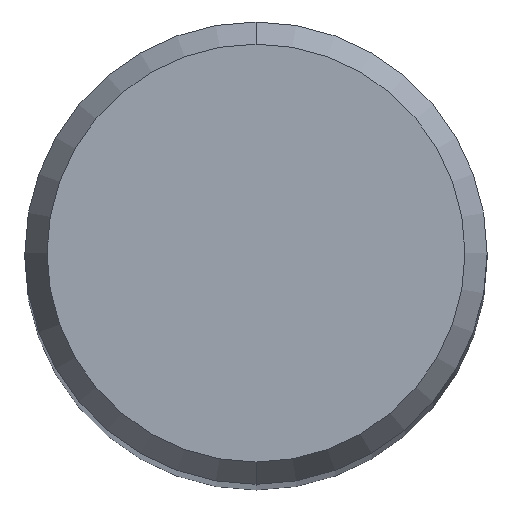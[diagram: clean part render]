
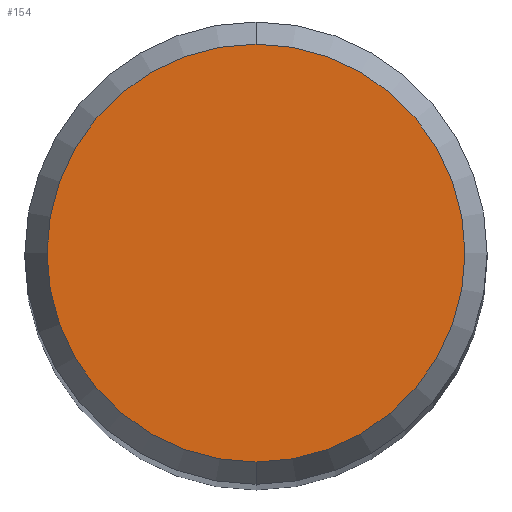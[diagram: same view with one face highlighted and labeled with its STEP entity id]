
A CAD part, top view. The second image highlights one B-rep face of the part: STEP entity #154.
In plain terms, the highlighted planar face has unit normal (0, 0, 1).
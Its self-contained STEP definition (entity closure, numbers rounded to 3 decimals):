
#106=EDGE_CURVE('',#178,#138,#244,.T.);
#118=EDGE_CURVE('',#138,#178,#257,.T.);
#138=VERTEX_POINT('',#278);
#154=ADVANCED_FACE('',(#297),#298,.T.);
#178=VERTEX_POINT('',#328);
#244=CIRCLE('',#393,2.158);
#257=CIRCLE('',#412,2.158);
#278=CARTESIAN_POINT('',(0.,-2.158,0.01));
#297=FACE_OUTER_BOUND('',#463,.T.);
#298=PLANE('',#464);
#328=CARTESIAN_POINT('',(0.0,2.158,0.01));
#393=AXIS2_PLACEMENT_3D('',#563,#564,#565);
#412=AXIS2_PLACEMENT_3D('',#584,#585,#586);
#463=EDGE_LOOP('',(#634,#635));
#464=AXIS2_PLACEMENT_3D('',#636,#637,#638);
#563=CARTESIAN_POINT('',(0.0,0.0,0.01));
#564=DIRECTION('',(0.0,0.0,-1.0));
#565=DIRECTION('',(0.0,1.0,0.0));
#584=CARTESIAN_POINT('',(0.0,0.0,0.01));
#585=DIRECTION('',(0.0,0.0,-1.0));
#586=DIRECTION('',(0.0,1.0,0.0));
#634=ORIENTED_EDGE('',*,*,#106,.F.);
#635=ORIENTED_EDGE('',*,*,#118,.F.);
#636=CARTESIAN_POINT('',(0.0,1.079,0.01));
#637=DIRECTION('',(-0.0,0.0,1.0));
#638=DIRECTION('',(0.0,-1.0,0.0));
